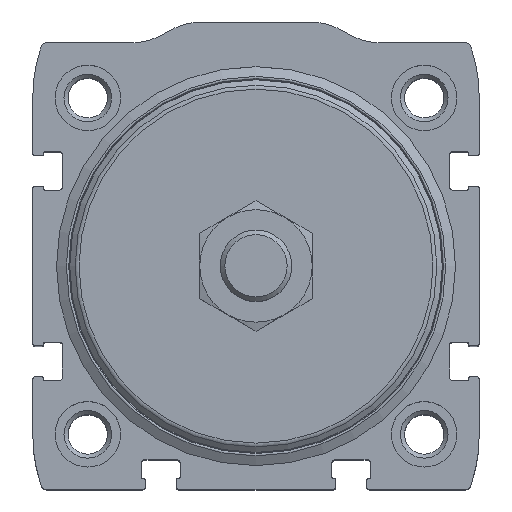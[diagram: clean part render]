
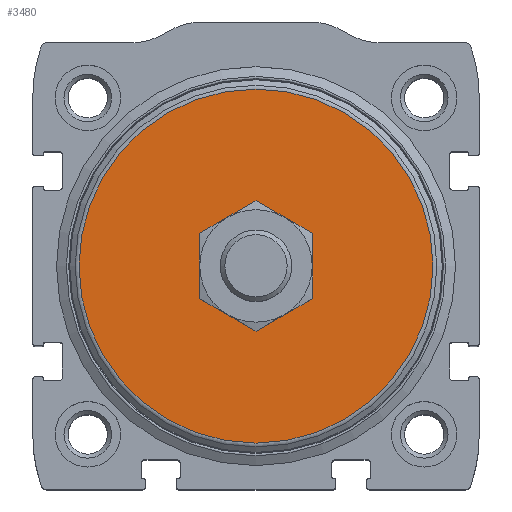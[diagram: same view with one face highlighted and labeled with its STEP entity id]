
A CAD part, top view. The second image highlights one B-rep face of the part: STEP entity #3480.
In plain terms, the highlighted planar face has unit normal (0, 0, 1).
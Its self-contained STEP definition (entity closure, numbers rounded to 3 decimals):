
#264=CIRCLE('',#3913,29.728);
#265=CIRCLE('',#3915,9.165);
#1193=ORIENTED_EDGE('',*,*,#1722,.T.);
#1194=ORIENTED_EDGE('',*,*,#1721,.F.);
#1721=EDGE_CURVE('',#2073,#2073,#264,.T.);
#1722=EDGE_CURVE('',#2074,#2074,#265,.T.);
#2073=VERTEX_POINT('',#5960);
#2074=VERTEX_POINT('',#5963);
#2835=EDGE_LOOP('',(#1193));
#2836=EDGE_LOOP('',(#1194));
#3143=FACE_BOUND('',#2835,.T.);
#3144=FACE_BOUND('',#2836,.T.);
#3286=PLANE('',#3914);
#3480=ADVANCED_FACE('',(#3143,#3144),#3286,.T.);
#3913=AXIS2_PLACEMENT_3D('',#5959,#4923,#4924);
#3914=AXIS2_PLACEMENT_3D('',#5961,#4925,#4926);
#3915=AXIS2_PLACEMENT_3D('',#5962,#4927,#4928);
#4923=DIRECTION('',(0.,0.,-1.));
#4924=DIRECTION('',(-1.,0.,0.));
#4925=DIRECTION('',(0.,0.,1.));
#4926=DIRECTION('',(1.,0.,0.));
#4927=DIRECTION('',(0.,0.,-1.));
#4928=DIRECTION('',(-1.,0.,0.));
#5959=CARTESIAN_POINT('',(0.,0.,59.8));
#5960=CARTESIAN_POINT('',(-29.728,0.,59.8));
#5961=CARTESIAN_POINT('',(0.,29.728,59.8));
#5962=CARTESIAN_POINT('',(0.,0.,59.8));
#5963=CARTESIAN_POINT('',(-9.165,0.,59.8));
